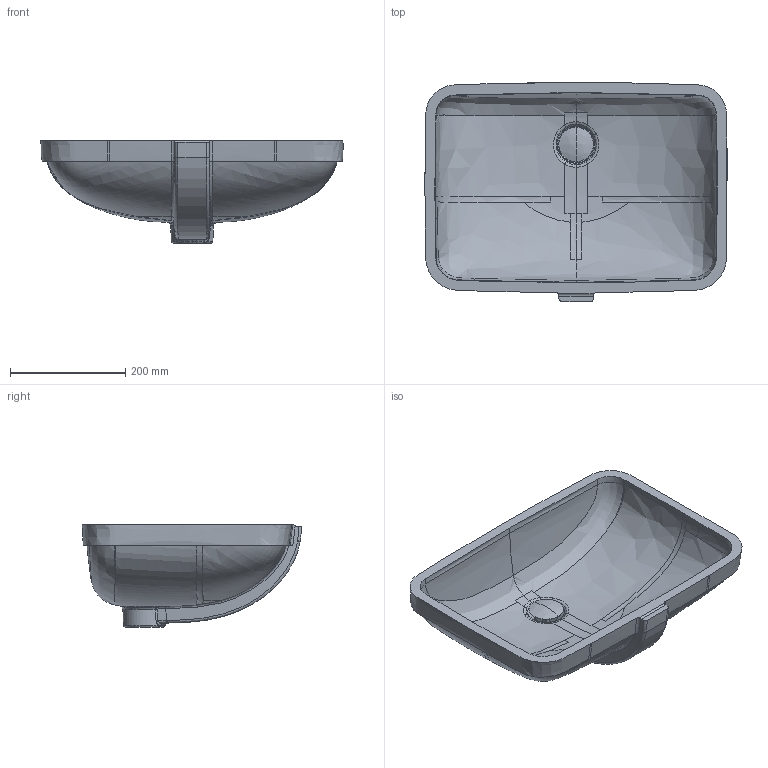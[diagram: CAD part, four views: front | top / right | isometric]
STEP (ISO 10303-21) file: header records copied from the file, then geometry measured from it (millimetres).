
FILE_DESCRIPTION(/* description */ (''),/* implementation_level */ '2;1');
FILE_NAME(/* name */ '039549',/* time_stamp */ '2022-10-26T10:44:01+02:00',/* author */ (''),/* organization */ (''),/* preprocessor_version */ 'ST-DEVELOPER v15',/* originating_system */ '',/* authorisation */ '');
FILE_SCHEMA (('AUTOMOTIVE_DESIGN'));
Length unit declared in the file: millimetre
Products named in the file (1): Document
Bounding box: 524.54 x 380.44 x 177.36 mm (x, y, z)
Volume: 23865.5 mm3; surface area: 642681.8 mm2
Topology: 2 solids, 3 shells, 207 faces, 543 edges, 329 vertices
Faces by surface type: bspline 184, plane 23
Entity records: 167062 total; most frequent: CARTESIAN_POINT 163798, ORIENTED_EDGE 1056, EDGE_CURVE 541, B_SPLINE_CURVE_WITH_KNOTS 464, VERTEX_POINT 329, EDGE_LOOP 212, ADVANCED_FACE 207, FACE_OUTER_BOUND 207
